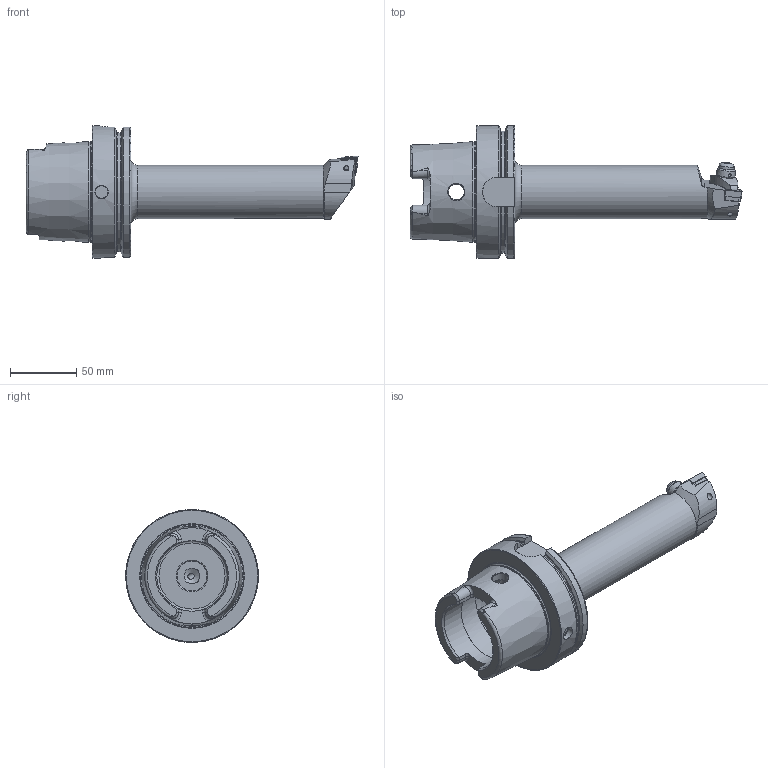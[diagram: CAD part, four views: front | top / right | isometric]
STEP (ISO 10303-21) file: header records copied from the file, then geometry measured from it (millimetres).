
FILE_DESCRIPTION (( 'STEP AP214' ), '1' );
FILE_NAME ('HA0.BCD.LLC.200.STEP', '2022-06-20T14:02:26', ( '' ), ( '' ), 'SwSTEP 2.0', 'SolidWorks 2017', '' );
FILE_SCHEMA (( 'AUTOMOTIVE_DESIGN' ));
Length unit declared in the file: millimetre
Products named in the file (10): KVT_MB_600_050; WCD-ER2.101.003_A; WCC-ER4.103.032_A; HA0.BCD.LLC.200; WCC-ER5.102.012_B; WCC-ER2.001.010_A; HA0-BCD.LLC.200_B_Fertigbearbeitung; WCC-ER3.102.024_C; ISO 13337 - 3 x 12_PreviewCfg; CNMG120404
Assembly tree (9 placements, depth 2):
  HA0.BCD.LLC.200
    HA0-BCD.LLC.200_B_Fertigbearbeitung
    WCD-ER2.101.003_A
    WCC-ER2.001.010_A
    CNMG120404
    WCC-ER3.102.024_C
    KVT_MB_600_050
    ISO 13337 - 3 x 12_PreviewCfg
    WCC-ER4.103.032_A
    WCC-ER5.102.012_B
Bounding box: 249.9 x 100 x 100 mm (x, y, z)
Volume: 440376.6 mm3; surface area: 80559.5 mm2
Topology: 10 solids, 10 shells, 339 faces, 853 edges, 534 vertices
Faces by surface type: plane 120, cylinder 103, cone 68, torus 33, bspline 14, sphere 1
Full cylindrical faces by diameter (mm): 2 x3, 3 x2, 4 x1, 4.2 x4, 5 x5, 5.16 x1, 6 x1, 6.2 x4, 6.4 x1, 6.8 x1, 7 x3, 8.5 x1, 10 x1, 11.5 x1, 12 x3, 22.5 x1, 26 x1, 40 x1, 53 x2, 63 x1, 75.265 x1, 100 x1
Entity records: 13273 total; most frequent: CARTESIAN_POINT 4573, DIRECTION 1459, ORIENTED_EDGE 1436, EDGE_CURVE 718, AXIS2_PLACEMENT_3D 593, VERTEX_POINT 500, EDGE_LOOP 462, FACE_OUTER_BOUND 396
